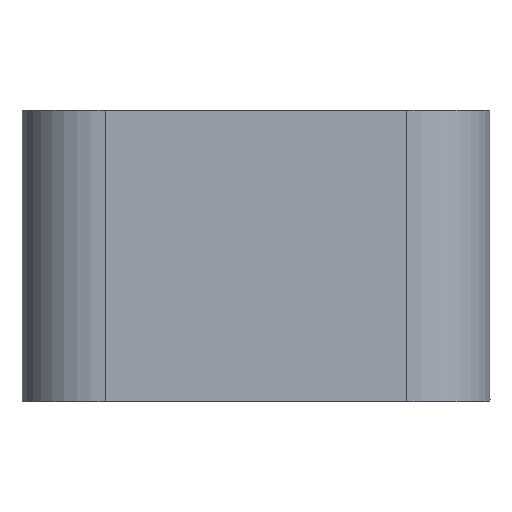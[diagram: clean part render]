
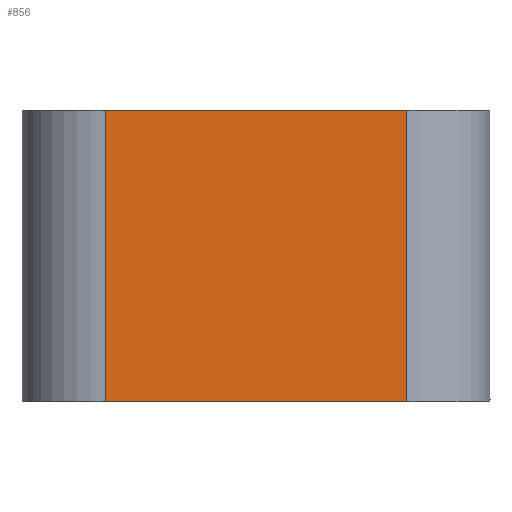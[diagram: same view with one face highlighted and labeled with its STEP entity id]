
A CAD part, left-side view. The second image highlights one B-rep face of the part: STEP entity #856.
In plain terms, the highlighted planar face has unit normal (-1, 0, 0).
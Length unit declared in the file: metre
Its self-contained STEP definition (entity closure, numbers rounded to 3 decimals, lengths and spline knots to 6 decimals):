
#41=PLANE('',#949);
#62=LINE('',#2074,#99);
#71=LINE('',#2103,#108);
#77=LINE('',#2424,#114);
#78=LINE('',#2425,#115);
#99=VECTOR('',#1049,1.);
#108=VECTOR('',#1078,1.);
#114=VECTOR('',#1138,1.);
#115=VECTOR('',#1139,1.);
#394=ORIENTED_EDGE('',*,*,#500,.T.);
#395=ORIENTED_EDGE('',*,*,#544,.T.);
#396=ORIENTED_EDGE('',*,*,#515,.F.);
#397=ORIENTED_EDGE('',*,*,#545,.T.);
#500=EDGE_CURVE('',#609,#608,#62,.T.);
#515=EDGE_CURVE('',#619,#620,#71,.T.);
#544=EDGE_CURVE('',#608,#620,#77,.T.);
#545=EDGE_CURVE('',#619,#609,#78,.F.);
#608=VERTEX_POINT('',#2073);
#609=VERTEX_POINT('',#2075);
#619=VERTEX_POINT('',#2104);
#620=VERTEX_POINT('',#2105);
#725=EDGE_LOOP('',(#394,#395,#396,#397));
#792=FACE_BOUND('',#725,.T.);
#856=ADVANCED_FACE('',(#792),#41,.F.);
#949=AXIS2_PLACEMENT_3D('',#2423,#1136,#1137);
#1049=DIRECTION('',(0.,1.,0.));
#1078=DIRECTION('',(0.,1.,0.));
#1136=DIRECTION('',(1.,0.,0.));
#1137=DIRECTION('',(0.,1.,0.));
#1138=DIRECTION('',(0.,0.,-1.));
#1139=DIRECTION('',(0.,0.,-1.));
#2073=CARTESIAN_POINT('',(-0.001,0.027,0.));
#2074=CARTESIAN_POINT('',(-0.001,0.031,0.));
#2075=CARTESIAN_POINT('',(-0.001,0.0125,0.));
#2103=CARTESIAN_POINT('',(-0.001,0.031,-0.014));
#2104=CARTESIAN_POINT('',(-0.001,0.0125,-0.014));
#2105=CARTESIAN_POINT('',(-0.001,0.027,-0.014));
#2423=CARTESIAN_POINT('',(-0.001,0.031,0.067779));
#2424=CARTESIAN_POINT('',(-0.001,0.027,0.067779));
#2425=CARTESIAN_POINT('',(-0.001,0.0125,0.067779));
